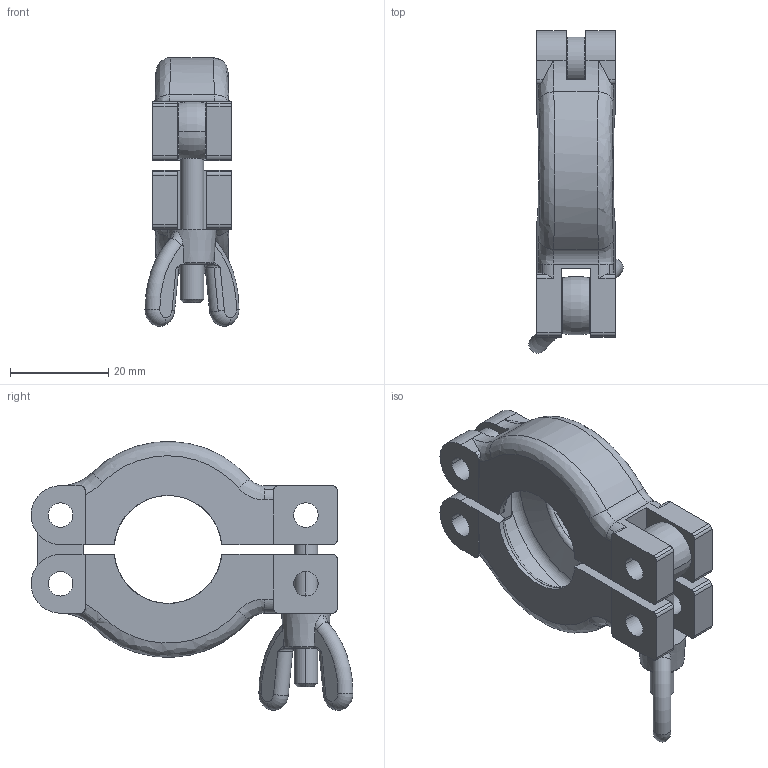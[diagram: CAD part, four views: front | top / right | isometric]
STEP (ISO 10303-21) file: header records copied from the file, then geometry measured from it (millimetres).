
FILE_DESCRIPTION (( 'STEP AP214' ), '1' );
FILE_NAME ('MINT032-K-109.ipt.STEP', '2025-02-26T10:18:37', ( '' ), ( '' ), 'SwSTEP 2.0', 'SolidWorks 2025', '' );
FILE_SCHEMA (( 'AUTOMOTIVE_DESIGN' ));
Length unit declared in the file: millimetre
Products named in the file (1): MINT032-K-109.ipt
Bounding box: 19.17 x 65.58 x 54.8 mm (x, y, z)
Volume: 16191.2 mm3; surface area: 12138 mm2
Topology: 1 solids, 1 shells, 215 faces, 605 edges, 390 vertices
Faces by surface type: cylinder 98, plane 61, torus 25, bspline 17, cone 14
Entity records: 11434 total; most frequent: CARTESIAN_POINT 5981, ORIENTED_EDGE 1204, DIRECTION 1082, EDGE_CURVE 602, AXIS2_PLACEMENT_3D 416, VERTEX_POINT 390, VECTOR 250, LINE 250
